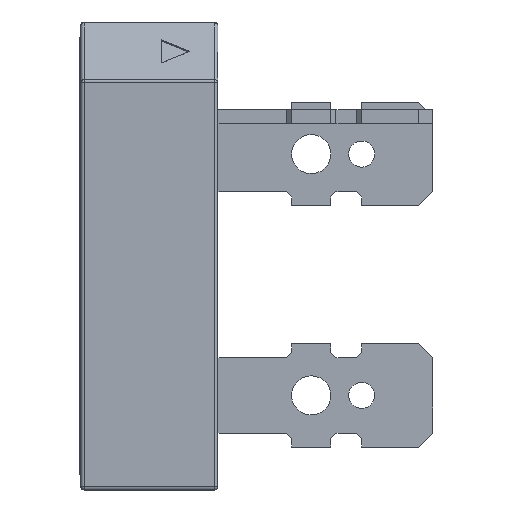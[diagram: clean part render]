
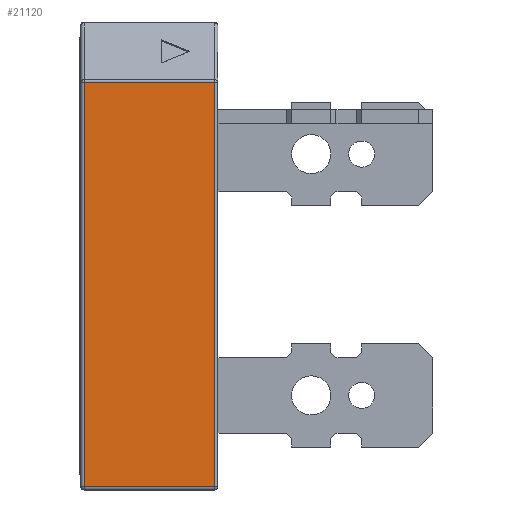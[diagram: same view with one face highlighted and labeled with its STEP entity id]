
A CAD part, left-side view. The second image highlights one B-rep face of the part: STEP entity #21120.
In plain terms, the highlighted planar face has unit normal (-1, 0, 0).
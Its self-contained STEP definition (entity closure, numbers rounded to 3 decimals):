
#390 = CARTESIAN_POINT ( 'NONE',  ( -5.8, 0.3, -22.9 ) ) ;
#1410 = CARTESIAN_POINT ( 'NONE',  ( -5.8, 8.5, 2.117 ) ) ;
#2941 = VECTOR ( 'NONE', #22568, 1000. ) ;
#5482 = LINE ( 'NONE', #390, #18798 ) ;
#6149 = EDGE_CURVE ( 'NONE', #17932, #27647, #18134, .T. ) ;
#6687 = VECTOR ( 'NONE', #34161, 1000. ) ;
#8053 = CARTESIAN_POINT ( 'NONE',  ( -5.8, 8.5, -22.7 ) ) ;
#8916 = LINE ( 'NONE', #1410, #2941 ) ;
#9671 = VECTOR ( 'NONE', #11172, 1000. ) ;
#11172 = DIRECTION ( 'NONE',  ( 0., -1., 0. ) ) ;
#11834 = EDGE_CURVE ( 'NONE', #26775, #13650, #5482, .T. ) ;
#12665 = ORIENTED_EDGE ( 'NONE', *, *, #19731, .T. ) ;
#13650 = VERTEX_POINT ( 'NONE', #25913 ) ;
#15006 = EDGE_LOOP ( 'NONE', ( #31014, #22944, #12665, #23366 ) ) ;
#15950 = EDGE_CURVE ( 'NONE', #27647, #26775, #21524, .T. ) ;
#17932 = VERTEX_POINT ( 'NONE', #31189 ) ;
#18070 = CARTESIAN_POINT ( 'NONE',  ( -5.8, 8.5, -22.9 ) ) ;
#18134 = LINE ( 'NONE', #23150, #6687 ) ;
#18566 = PLANE ( 'NONE',  #20643 ) ;
#18798 = VECTOR ( 'NONE', #32746, 1000. ) ;
#19731 = EDGE_CURVE ( 'NONE', #13650, #17932, #8916, .T. ) ;
#20643 = AXIS2_PLACEMENT_3D ( 'NONE', #18070, #28695, #28863 ) ;
#21120 = ADVANCED_FACE ( 'NONE', ( #31830 ), #18566, .F. ) ;
#21524 = LINE ( 'NONE', #8053, #9671 ) ;
#22568 = DIRECTION ( 'NONE',  ( 0., 1., 0. ) ) ;
#22944 = ORIENTED_EDGE ( 'NONE', *, *, #11834, .T. ) ;
#23150 = CARTESIAN_POINT ( 'NONE',  ( -5.8, 8.3, -22.9 ) ) ;
#23366 = ORIENTED_EDGE ( 'NONE', *, *, #6149, .T. ) ;
#25913 = CARTESIAN_POINT ( 'NONE',  ( -5.8, 0.3, 2.117 ) ) ;
#26775 = VERTEX_POINT ( 'NONE', #28676 ) ;
#27647 = VERTEX_POINT ( 'NONE', #29746 ) ;
#28676 = CARTESIAN_POINT ( 'NONE',  ( -5.8, 0.3, -22.7 ) ) ;
#28695 = DIRECTION ( 'NONE',  ( 1., 0., 0. ) ) ;
#28863 = DIRECTION ( 'NONE',  ( 0., 0., -1. ) ) ;
#29746 = CARTESIAN_POINT ( 'NONE',  ( -5.8, 8.3, -22.7 ) ) ;
#31014 = ORIENTED_EDGE ( 'NONE', *, *, #15950, .T. ) ;
#31189 = CARTESIAN_POINT ( 'NONE',  ( -5.8, 8.3, 2.117 ) ) ;
#31830 = FACE_OUTER_BOUND ( 'NONE', #15006, .T. ) ;
#32746 = DIRECTION ( 'NONE',  ( 0., 0., 1. ) ) ;
#34161 = DIRECTION ( 'NONE',  ( 0., 0., -1. ) ) ;
